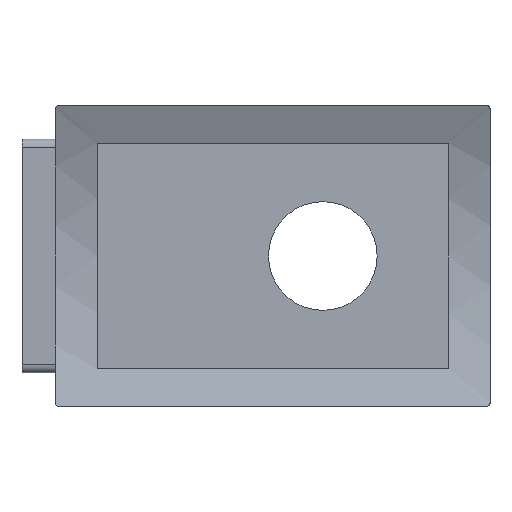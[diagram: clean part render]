
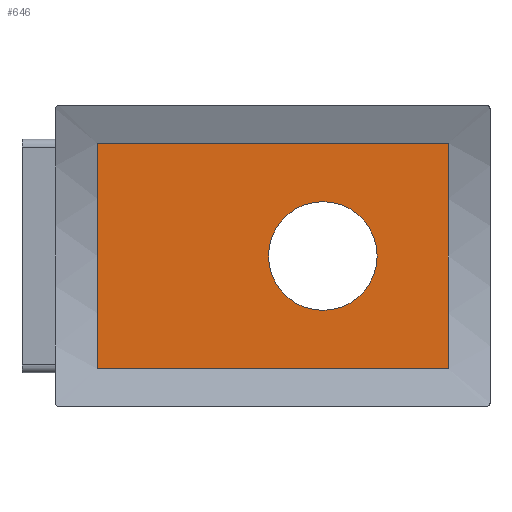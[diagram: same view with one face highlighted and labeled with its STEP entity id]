
A CAD part, left-side view. The second image highlights one B-rep face of the part: STEP entity #646.
In plain terms, the highlighted planar face has unit normal (-1, 0, 0).
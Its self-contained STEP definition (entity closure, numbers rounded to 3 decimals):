
#37 = EDGE_CURVE ( 'NONE', #1052, #1042, #682, .T. ) ;
#43 = AXIS2_PLACEMENT_3D ( 'NONE', #525, #1397, #1248 ) ;
#62 = CIRCLE ( 'NONE', #791, 3.25 ) ;
#64 = DIRECTION ( 'NONE',  ( 0., 0., 1. ) ) ;
#97 = EDGE_LOOP ( 'NONE', ( #954, #907, #332, #119 ) ) ;
#105 = CARTESIAN_POINT ( 'NONE',  ( -4.223, 10., 0. ) ) ;
#119 = ORIENTED_EDGE ( 'NONE', *, *, #359, .T. ) ;
#195 = CARTESIAN_POINT ( 'NONE',  ( -4.223, 2.5, 6.75 ) ) ;
#208 = DIRECTION ( 'NONE',  ( -1., 0., 0. ) ) ;
#240 = CARTESIAN_POINT ( 'NONE',  ( -4.223, 23.5, -6.75 ) ) ;
#259 = CARTESIAN_POINT ( 'NONE',  ( -4.223, 23.5, 6.75 ) ) ;
#332 = ORIENTED_EDGE ( 'NONE', *, *, #569, .F. ) ;
#359 = EDGE_CURVE ( 'NONE', #1239, #1422, #497, .T. ) ;
#402 = ORIENTED_EDGE ( 'NONE', *, *, #37, .F. ) ;
#415 = VECTOR ( 'NONE', #903, 1000. ) ;
#487 = PLANE ( 'NONE',  #981 ) ;
#497 = LINE ( 'NONE', #925, #1187 ) ;
#525 = CARTESIAN_POINT ( 'NONE',  ( -4.223, 10., 0. ) ) ;
#533 = EDGE_LOOP ( 'NONE', ( #402, #583 ) ) ;
#553 = LINE ( 'NONE', #661, #976 ) ;
#569 = EDGE_CURVE ( 'NONE', #1239, #881, #911, .T. ) ;
#583 = ORIENTED_EDGE ( 'NONE', *, *, #1403, .F. ) ;
#589 = FACE_OUTER_BOUND ( 'NONE', #97, .T. ) ;
#595 = VECTOR ( 'NONE', #1240, 1000. ) ;
#638 = VERTEX_POINT ( 'NONE', #259 ) ;
#646 = ADVANCED_FACE ( 'NONE', ( #589, #1024 ), #487, .F. ) ;
#661 = CARTESIAN_POINT ( 'NONE',  ( -4.223, 23.5, 6.75 ) ) ;
#682 = CIRCLE ( 'NONE', #43, 3.25 ) ;
#753 = CARTESIAN_POINT ( 'NONE',  ( -4.223, 10., -3.25 ) ) ;
#782 = LINE ( 'NONE', #1131, #415 ) ;
#791 = AXIS2_PLACEMENT_3D ( 'NONE', #105, #208, #1419 ) ;
#881 = VERTEX_POINT ( 'NONE', #240 ) ;
#903 = DIRECTION ( 'NONE',  ( 0., 0., 1. ) ) ;
#907 = ORIENTED_EDGE ( 'NONE', *, *, #1202, .F. ) ;
#911 = LINE ( 'NONE', #1378, #595 ) ;
#922 = CARTESIAN_POINT ( 'NONE',  ( -4.223, 23.5, -6.75 ) ) ;
#925 = CARTESIAN_POINT ( 'NONE',  ( -4.223, 2.5, -6.75 ) ) ;
#954 = ORIENTED_EDGE ( 'NONE', *, *, #1415, .T. ) ;
#976 = VECTOR ( 'NONE', #1298, 1000. ) ;
#981 = AXIS2_PLACEMENT_3D ( 'NONE', #922, #1145, #1362 ) ;
#1024 = FACE_BOUND ( 'NONE', #533, .T. ) ;
#1042 = VERTEX_POINT ( 'NONE', #1199 ) ;
#1052 = VERTEX_POINT ( 'NONE', #753 ) ;
#1131 = CARTESIAN_POINT ( 'NONE',  ( -4.223, 23.5, -6.75 ) ) ;
#1145 = DIRECTION ( 'NONE',  ( 1., 0., 0. ) ) ;
#1187 = VECTOR ( 'NONE', #64, 1000. ) ;
#1199 = CARTESIAN_POINT ( 'NONE',  ( -4.223, 10., 3.25 ) ) ;
#1202 = EDGE_CURVE ( 'NONE', #881, #638, #782, .T. ) ;
#1239 = VERTEX_POINT ( 'NONE', #1401 ) ;
#1240 = DIRECTION ( 'NONE',  ( 0., 1., 0. ) ) ;
#1248 = DIRECTION ( 'NONE',  ( 0., 0., -1. ) ) ;
#1298 = DIRECTION ( 'NONE',  ( 0., 1., 0. ) ) ;
#1362 = DIRECTION ( 'NONE',  ( 0., 0., -1. ) ) ;
#1378 = CARTESIAN_POINT ( 'NONE',  ( -4.223, 23.5, -6.75 ) ) ;
#1397 = DIRECTION ( 'NONE',  ( -1., 0., 0. ) ) ;
#1401 = CARTESIAN_POINT ( 'NONE',  ( -4.223, 2.5, -6.75 ) ) ;
#1403 = EDGE_CURVE ( 'NONE', #1042, #1052, #62, .T. ) ;
#1415 = EDGE_CURVE ( 'NONE', #1422, #638, #553, .T. ) ;
#1419 = DIRECTION ( 'NONE',  ( 0., 0., -1. ) ) ;
#1422 = VERTEX_POINT ( 'NONE', #195 ) ;
